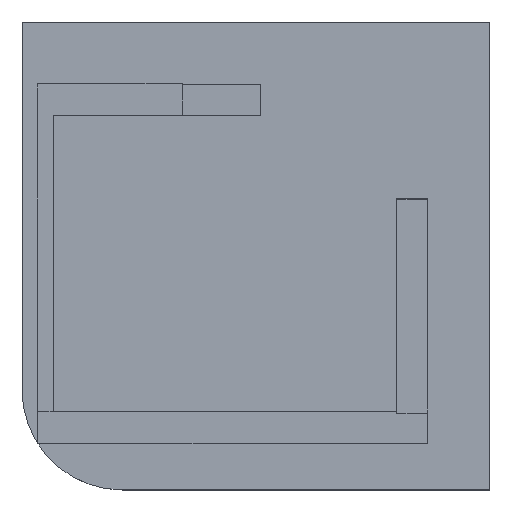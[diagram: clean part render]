
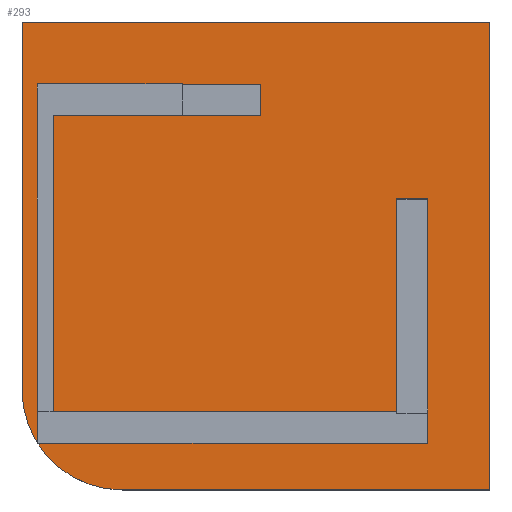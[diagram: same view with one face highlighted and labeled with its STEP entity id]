
A CAD part, top view. The second image highlights one B-rep face of the part: STEP entity #293.
In plain terms, the highlighted planar face has unit normal (0, 0, 1).
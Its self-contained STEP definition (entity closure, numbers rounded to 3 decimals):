
#66 = VERTEX_POINT('',#67);
#67 = CARTESIAN_POINT('',(15.345,30.,1.));
#73 = EDGE_CURVE('',#66,#74,#76,.T.);
#74 = VERTEX_POINT('',#75);
#75 = CARTESIAN_POINT('',(0.,30.,1.));
#76 = LINE('',#77,#78);
#77 = CARTESIAN_POINT('',(15.345,30.,1.));
#78 = VECTOR('',#79,1.);
#79 = DIRECTION('',(-1.,0.,0.));
#104 = EDGE_CURVE('',#74,#105,#107,.T.);
#105 = VERTEX_POINT('',#106);
#106 = CARTESIAN_POINT('',(0.,6.424,1.));
#107 = LINE('',#108,#109);
#108 = CARTESIAN_POINT('',(0.,30.,1.));
#109 = VECTOR('',#110,1.);
#110 = DIRECTION('',(0.,-1.,0.));
#135 = EDGE_CURVE('',#105,#136,#138,.T.);
#136 = VERTEX_POINT('',#137);
#137 = CARTESIAN_POINT('',(6.424,0.,1.));
#138 = CIRCLE('',#139,6.424);
#139 = AXIS2_PLACEMENT_3D('',#140,#141,#142);
#140 = CARTESIAN_POINT('',(6.424,6.424,1.));
#141 = DIRECTION('',(0.,0.,1.));
#142 = DIRECTION('',(1.,0.,0.));
#168 = EDGE_CURVE('',#136,#169,#171,.T.);
#169 = VERTEX_POINT('',#170);
#170 = CARTESIAN_POINT('',(30.,0.,1.));
#171 = LINE('',#172,#173);
#172 = CARTESIAN_POINT('',(6.424,0.,1.));
#173 = VECTOR('',#174,1.);
#174 = DIRECTION('',(1.,0.,0.));
#199 = EDGE_CURVE('',#169,#200,#202,.T.);
#200 = VERTEX_POINT('',#201);
#201 = CARTESIAN_POINT('',(30.,23.941,1.));
#202 = LINE('',#203,#204);
#203 = CARTESIAN_POINT('',(30.,0.,1.));
#204 = VECTOR('',#205,1.);
#205 = DIRECTION('',(0.,1.,0.));
#232 = VERTEX_POINT('',#233);
#233 = CARTESIAN_POINT('',(30.,30.,1.));
#239 = EDGE_CURVE('',#232,#200,#240,.T.);
#240 = LINE('',#241,#242);
#241 = CARTESIAN_POINT('',(30.,30.,1.));
#242 = VECTOR('',#243,1.);
#243 = DIRECTION('',(0.,-1.,0.));
#261 = EDGE_CURVE('',#66,#232,#262,.T.);
#262 = LINE('',#263,#264);
#263 = CARTESIAN_POINT('',(15.345,30.,1.));
#264 = VECTOR('',#265,1.);
#265 = DIRECTION('',(1.,0.,0.));
#293 = ADVANCED_FACE('',(#294),#303,.T.);
#294 = FACE_BOUND('',#295,.T.);
#295 = EDGE_LOOP('',(#296,#297,#298,#299,#300,#301,#302));
#296 = ORIENTED_EDGE('',*,*,#73,.T.);
#297 = ORIENTED_EDGE('',*,*,#104,.T.);
#298 = ORIENTED_EDGE('',*,*,#135,.T.);
#299 = ORIENTED_EDGE('',*,*,#168,.T.);
#300 = ORIENTED_EDGE('',*,*,#199,.T.);
#301 = ORIENTED_EDGE('',*,*,#239,.F.);
#302 = ORIENTED_EDGE('',*,*,#261,.F.);
#303 = PLANE('',#304);
#304 = AXIS2_PLACEMENT_3D('',#305,#306,#307);
#305 = CARTESIAN_POINT('',(15.398,15.398,1.));
#306 = DIRECTION('',(0.,0.,1.));
#307 = DIRECTION('',(1.,0.,0.));
